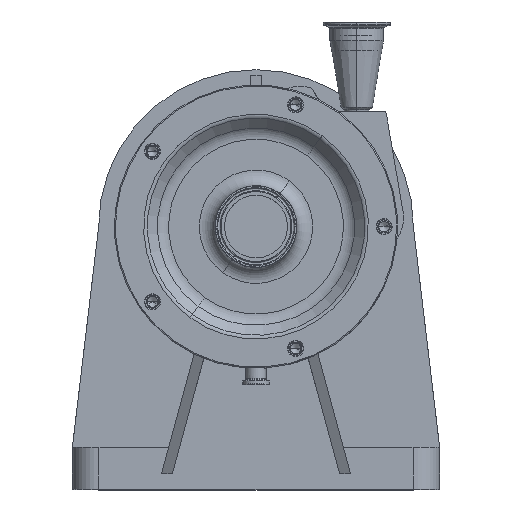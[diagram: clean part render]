
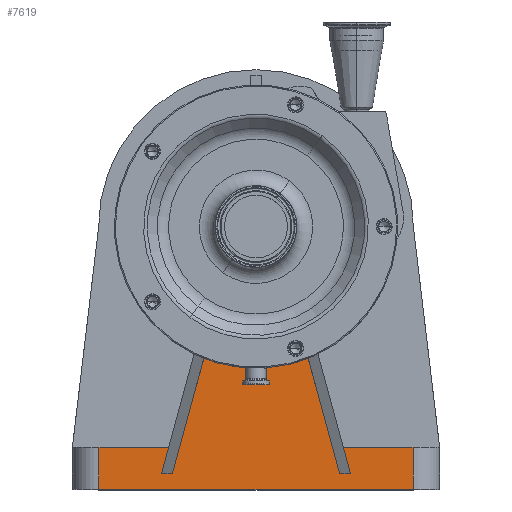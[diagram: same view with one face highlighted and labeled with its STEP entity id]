
A CAD part, top view. The second image highlights one B-rep face of the part: STEP entity #7619.
In plain terms, the highlighted planar face has unit normal (0, 0, 1).
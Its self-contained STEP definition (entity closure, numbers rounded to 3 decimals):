
#10 = LINE ( 'NONE', #10477, #2932 ) ;
#17 = LINE ( 'NONE', #10331, #4434 ) ;
#113 = EDGE_CURVE ( 'NONE', #450, #318, #17, .T. ) ;
#151 = ORIENTED_EDGE ( 'NONE', *, *, #9177, .F. ) ;
#247 = ORIENTED_EDGE ( 'NONE', *, *, #2615, .T. ) ;
#318 = VERTEX_POINT ( 'NONE', #5559 ) ;
#428 = VERTEX_POINT ( 'NONE', #7295 ) ;
#450 = VERTEX_POINT ( 'NONE', #560 ) ;
#467 = AXIS2_PLACEMENT_3D ( 'NONE', #5042, #786, #2630 ) ;
#547 = ORIENTED_EDGE ( 'NONE', *, *, #6857, .T. ) ;
#560 = CARTESIAN_POINT ( 'NONE',  ( 149.6, 40., -80. ) ) ;
#786 = DIRECTION ( 'NONE',  ( 0., 0., -1. ) ) ;
#802 = VECTOR ( 'NONE', #7135, 1000. ) ;
#960 = LINE ( 'NONE', #8019, #1991 ) ;
#1195 = LINE ( 'NONE', #10532, #8683 ) ;
#1392 = VERTEX_POINT ( 'NONE', #7606 ) ;
#1499 = VECTOR ( 'NONE', #7316, 1000. ) ;
#1520 = ORIENTED_EDGE ( 'NONE', *, *, #3459, .T. ) ;
#1597 = LINE ( 'NONE', #2538, #4685 ) ;
#1817 = CARTESIAN_POINT ( 'NONE',  ( -149.6, 40., -80. ) ) ;
#1970 = EDGE_CURVE ( 'NONE', #428, #2085, #960, .T. ) ;
#1991 = VECTOR ( 'NONE', #3523, 1000. ) ;
#2085 = VERTEX_POINT ( 'NONE', #10018 ) ;
#2126 = VERTEX_POINT ( 'NONE', #5457 ) ;
#2389 = CARTESIAN_POINT ( 'NONE',  ( 80.35, 12.377, -80. ) ) ;
#2538 = CARTESIAN_POINT ( 'NONE',  ( 149.6, 0., -80. ) ) ;
#2600 = ORIENTED_EDGE ( 'NONE', *, *, #10688, .T. ) ;
#2615 = EDGE_CURVE ( 'NONE', #1392, #7844, #10007, .T. ) ;
#2630 = DIRECTION ( 'NONE',  ( -1., 0., 0. ) ) ;
#2749 = DIRECTION ( 'NONE',  ( 1., 0., 0. ) ) ;
#2755 = DIRECTION ( 'NONE',  ( 1., 0., 0. ) ) ;
#2932 = VECTOR ( 'NONE', #2749, 1000. ) ;
#2944 = CARTESIAN_POINT ( 'NONE',  ( 90., 15., -80. ) ) ;
#3078 = LINE ( 'NONE', #9881, #3258 ) ;
#3099 = VERTEX_POINT ( 'NONE', #11061 ) ;
#3106 = VECTOR ( 'NONE', #7653, 1000. ) ;
#3258 = VECTOR ( 'NONE', #4036, 1000. ) ;
#3364 = DIRECTION ( 'NONE',  ( 0., 0., -1. ) ) ;
#3459 = EDGE_CURVE ( 'NONE', #3721, #318, #1597, .T. ) ;
#3483 = CARTESIAN_POINT ( 'NONE',  ( 149.6, 40., -80. ) ) ;
#3523 = DIRECTION ( 'NONE',  ( 1., 0., 0. ) ) ;
#3642 = ORIENTED_EDGE ( 'NONE', *, *, #10613, .T. ) ;
#3721 = VERTEX_POINT ( 'NONE', #4429 ) ;
#3943 = CARTESIAN_POINT ( 'NONE',  ( -149.6, 40., -80. ) ) ;
#4036 = DIRECTION ( 'NONE',  ( 1., 0., 0. ) ) ;
#4099 = EDGE_LOOP ( 'NONE', ( #3642, #7546, #2600, #151, #8210, #1520, #5665, #9544, #9314, #4894, #247, #547 ) ) ;
#4232 = AXIS2_PLACEMENT_3D ( 'NONE', #3483, #3364, #6675 ) ;
#4341 = CARTESIAN_POINT ( 'NONE',  ( -67.186, 98.928, -80. ) ) ;
#4429 = CARTESIAN_POINT ( 'NONE',  ( -149.6, 0., -80. ) ) ;
#4434 = VECTOR ( 'NONE', #8490, 1000. ) ;
#4566 = LINE ( 'NONE', #4341, #802 ) ;
#4657 = VECTOR ( 'NONE', #4908, 1000. ) ;
#4685 = VECTOR ( 'NONE', #9391, 1000. ) ;
#4720 = VERTEX_POINT ( 'NONE', #5686 ) ;
#4894 = ORIENTED_EDGE ( 'NONE', *, *, #10950, .F. ) ;
#4908 = DIRECTION ( 'NONE',  ( -0.262, 0.965, 0. ) ) ;
#4932 = EDGE_CURVE ( 'NONE', #4720, #450, #1195, .T. ) ;
#5042 = CARTESIAN_POINT ( 'NONE',  ( 0., 250., -80. ) ) ;
#5457 = CARTESIAN_POINT ( 'NONE',  ( -40.6, 158.613, -80. ) ) ;
#5559 = CARTESIAN_POINT ( 'NONE',  ( 149.6, 0., -80. ) ) ;
#5613 = CARTESIAN_POINT ( 'NONE',  ( 40.6, 158.613, -80. ) ) ;
#5647 = LINE ( 'NONE', #3943, #1499 ) ;
#5665 = ORIENTED_EDGE ( 'NONE', *, *, #113, .F. ) ;
#5686 = CARTESIAN_POINT ( 'NONE',  ( 83.204, 40., -80. ) ) ;
#6077 = CARTESIAN_POINT ( 'NONE',  ( 87.773, 23.194, -80. ) ) ;
#6675 = DIRECTION ( 'NONE',  ( -1., 0., 0. ) ) ;
#6735 = CIRCLE ( 'NONE', #467, 100. ) ;
#6857 = EDGE_CURVE ( 'NONE', #7844, #2126, #6735, .T. ) ;
#7135 = DIRECTION ( 'NONE',  ( 0.262, 0.965, 0. ) ) ;
#7295 = CARTESIAN_POINT ( 'NONE',  ( -90., 15., -80. ) ) ;
#7316 = DIRECTION ( 'NONE',  ( 0., -1., 0. ) ) ;
#7546 = ORIENTED_EDGE ( 'NONE', *, *, #1970, .F. ) ;
#7583 = FACE_OUTER_BOUND ( 'NONE', #4099, .T. ) ;
#7600 = LINE ( 'NONE', #7711, #3106 ) ;
#7606 = CARTESIAN_POINT ( 'NONE',  ( 79.637, 15., -80. ) ) ;
#7619 = ADVANCED_FACE ( 'NONE', ( #7583 ), #10155, .F. ) ;
#7653 = DIRECTION ( 'NONE',  ( -0.262, -0.965, 0. ) ) ;
#7711 = CARTESIAN_POINT ( 'NONE',  ( -40.6, 158.613, -80. ) ) ;
#7844 = VERTEX_POINT ( 'NONE', #5613 ) ;
#8019 = CARTESIAN_POINT ( 'NONE',  ( -90., 15., -80. ) ) ;
#8210 = ORIENTED_EDGE ( 'NONE', *, *, #8920, .T. ) ;
#8490 = DIRECTION ( 'NONE',  ( 0., -1., 0. ) ) ;
#8683 = VECTOR ( 'NONE', #2755, 1000. ) ;
#8759 = LINE ( 'NONE', #6077, #8870 ) ;
#8870 = VECTOR ( 'NONE', #9648, 1000. ) ;
#8920 = EDGE_CURVE ( 'NONE', #9298, #3721, #5647, .T. ) ;
#9177 = EDGE_CURVE ( 'NONE', #9298, #3099, #3078, .T. ) ;
#9298 = VERTEX_POINT ( 'NONE', #1817 ) ;
#9314 = ORIENTED_EDGE ( 'NONE', *, *, #10953, .T. ) ;
#9391 = DIRECTION ( 'NONE',  ( 1., 0., 0. ) ) ;
#9544 = ORIENTED_EDGE ( 'NONE', *, *, #4932, .F. ) ;
#9648 = DIRECTION ( 'NONE',  ( 0.262, -0.965, 0. ) ) ;
#9881 = CARTESIAN_POINT ( 'NONE',  ( 149.6, 40., -80. ) ) ;
#10007 = LINE ( 'NONE', #2389, #4657 ) ;
#10018 = CARTESIAN_POINT ( 'NONE',  ( -79.637, 15., -80. ) ) ;
#10155 = PLANE ( 'NONE',  #4232 ) ;
#10331 = CARTESIAN_POINT ( 'NONE',  ( 149.6, 40., -80. ) ) ;
#10454 = VERTEX_POINT ( 'NONE', #2944 ) ;
#10477 = CARTESIAN_POINT ( 'NONE',  ( 0., 15., -80. ) ) ;
#10532 = CARTESIAN_POINT ( 'NONE',  ( 149.6, 40., -80. ) ) ;
#10613 = EDGE_CURVE ( 'NONE', #2126, #2085, #7600, .T. ) ;
#10688 = EDGE_CURVE ( 'NONE', #428, #3099, #4566, .T. ) ;
#10950 = EDGE_CURVE ( 'NONE', #1392, #10454, #10, .T. ) ;
#10953 = EDGE_CURVE ( 'NONE', #4720, #10454, #8759, .T. ) ;
#11061 = CARTESIAN_POINT ( 'NONE',  ( -83.204, 40., -80. ) ) ;
